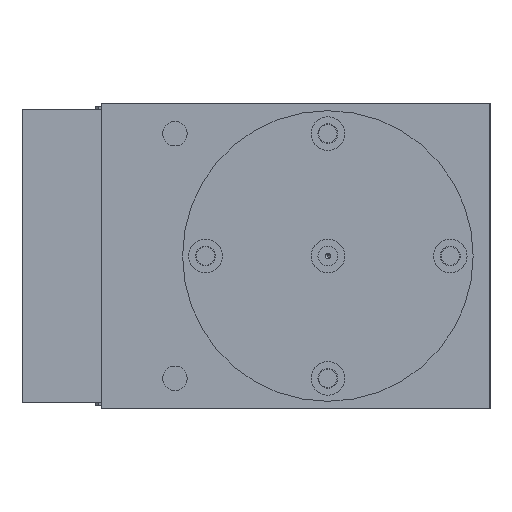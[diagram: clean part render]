
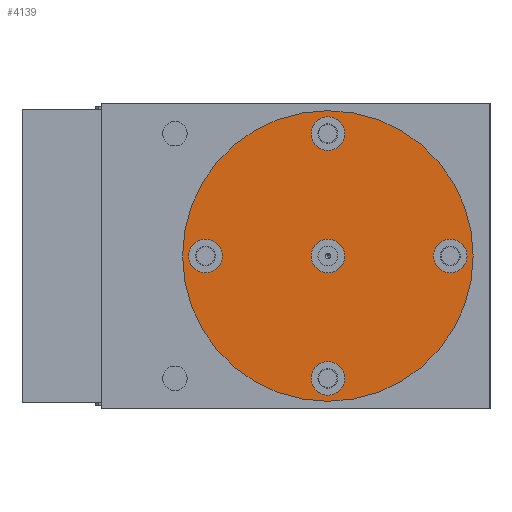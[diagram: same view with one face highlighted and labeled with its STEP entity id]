
A CAD part, left-side view. The second image highlights one B-rep face of the part: STEP entity #4139.
In plain terms, the highlighted face is planar.
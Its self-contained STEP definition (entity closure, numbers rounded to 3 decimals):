
#3930 = VERTEX_POINT ( 'NONE', #12821 ) ;
#3962 = VERTEX_POINT ( 'NONE', #13636 ) ;
#3974 = VERTEX_POINT ( 'NONE', #13617 ) ;
#3980 = EDGE_CURVE ( 'NONE', #3986, #3930, #13610, .T. ) ;
#3986 = VERTEX_POINT ( 'NONE', #13658 ) ;
#4008 = VERTEX_POINT ( 'NONE', #13685 ) ;
#4009 = EDGE_CURVE ( 'NONE', #4034, #4039, #13707, .T. ) ;
#4010 = VERTEX_POINT ( 'NONE', #13682 ) ;
#4022 = VERTEX_POINT ( 'NONE', #13676 ) ;
#4023 = VERTEX_POINT ( 'NONE', #13681 ) ;
#4025 = EDGE_CURVE ( 'NONE', #3962, #3974, #13672, .T. ) ;
#4034 = VERTEX_POINT ( 'NONE', #13966 ) ;
#4039 = VERTEX_POINT ( 'NONE', #13961 ) ;
#4044 = VERTEX_POINT ( 'NONE', #13950 ) ;
#4078 = EDGE_CURVE ( 'NONE', #4022, #4023, #14016, .T. ) ;
#4079 = EDGE_CURVE ( 'NONE', #4010, #4008, #14064, .T. ) ;
#4121 = EDGE_CURVE ( 'NONE', #4044, #4122, #14120, .T. ) ;
#4122 = VERTEX_POINT ( 'NONE', #14113 ) ;
#4124 = EDGE_LOOP ( 'NONE', ( #4199, #4187 ) ) ;
#4125 = ORIENTED_EDGE ( 'NONE', *, *, #4079, .F. ) ;
#4126 = EDGE_CURVE ( 'NONE', #4023, #4022, #14108, .T. ) ;
#4127 = ORIENTED_EDGE ( 'NONE', *, *, #4126, .F. ) ;
#4128 = ORIENTED_EDGE ( 'NONE', *, *, #4078, .F. ) ;
#4129 = EDGE_CURVE ( 'NONE', #4039, #4034, #14162, .T. ) ;
#4133 = ORIENTED_EDGE ( 'NONE', *, *, #4137, .F. ) ;
#4137 = EDGE_CURVE ( 'NONE', #4122, #4044, #14143, .T. ) ;
#4138 = EDGE_LOOP ( 'NONE', ( #4200, #4125 ) ) ;
#4139 = ADVANCED_FACE ( 'NONE', ( #14138, #14161, #14199, #14169, #14151, #14197 ), #14200, .F. ) ;
#4140 = EDGE_CURVE ( 'NONE', #4008, #4010, #14190, .T. ) ;
#4141 = EDGE_LOOP ( 'NONE', ( #4127, #4128 ) ) ;
#4146 = EDGE_LOOP ( 'NONE', ( #4150, #4133 ) ) ;
#4150 = ORIENTED_EDGE ( 'NONE', *, *, #4121, .F. ) ;
#4185 = EDGE_LOOP ( 'NONE', ( #4186, #4192 ) ) ;
#4186 = ORIENTED_EDGE ( 'NONE', *, *, #4188, .F. ) ;
#4187 = ORIENTED_EDGE ( 'NONE', *, *, #4009, .F. ) ;
#4188 = EDGE_CURVE ( 'NONE', #3974, #3962, #14246, .T. ) ;
#4190 = EDGE_LOOP ( 'NONE', ( #4191, #4197 ) ) ;
#4191 = ORIENTED_EDGE ( 'NONE', *, *, #4193, .T. ) ;
#4192 = ORIENTED_EDGE ( 'NONE', *, *, #4025, .F. ) ;
#4193 = EDGE_CURVE ( 'NONE', #3930, #3986, #14273, .T. ) ;
#4197 = ORIENTED_EDGE ( 'NONE', *, *, #3980, .T. ) ;
#4199 = ORIENTED_EDGE ( 'NONE', *, *, #4129, .F. ) ;
#4200 = ORIENTED_EDGE ( 'NONE', *, *, #4140, .F. ) ;
#12817 = DIRECTION ( 'NONE',  ( 0., 0., -1. ) ) ;
#12818 = CARTESIAN_POINT ( 'NONE',  ( 40., 0., -6.5 ) ) ;
#12821 = CARTESIAN_POINT ( 'NONE',  ( 5.5, 0., -6.5 ) ) ;
#12848 = AXIS2_PLACEMENT_3D ( 'NONE', #12818, #12817, #13671 ) ;
#13610 = CIRCLE ( 'NONE', #13623, 5.5 ) ;
#13617 = CARTESIAN_POINT ( 'NONE',  ( 34.5, 0., -6.5 ) ) ;
#13619 = CARTESIAN_POINT ( 'NONE',  ( 0., 0., -6.5 ) ) ;
#13623 = AXIS2_PLACEMENT_3D ( 'NONE', #13619, #13660, #13659 ) ;
#13636 = CARTESIAN_POINT ( 'NONE',  ( 45.5, 0., -6.5 ) ) ;
#13658 = CARTESIAN_POINT ( 'NONE',  ( -5.5, 0., -6.5 ) ) ;
#13659 = DIRECTION ( 'NONE',  ( 1., 0., 0. ) ) ;
#13660 = DIRECTION ( 'NONE',  ( 0., 0., 1. ) ) ;
#13671 = DIRECTION ( 'NONE',  ( -1., 0., 0. ) ) ;
#13672 = CIRCLE ( 'NONE', #12848, 5.5 ) ;
#13676 = CARTESIAN_POINT ( 'NONE',  ( -34.5, 0., -6.5 ) ) ;
#13677 = DIRECTION ( 'NONE',  ( -1., 0., 0. ) ) ;
#13679 = DIRECTION ( 'NONE',  ( 0., 0., -1. ) ) ;
#13680 = CARTESIAN_POINT ( 'NONE',  ( 0., -40., -6.5 ) ) ;
#13681 = CARTESIAN_POINT ( 'NONE',  ( -45.5, 0., -6.5 ) ) ;
#13682 = CARTESIAN_POINT ( 'NONE',  ( 5.5, 40., -6.5 ) ) ;
#13685 = CARTESIAN_POINT ( 'NONE',  ( -5.5, 40., -6.5 ) ) ;
#13696 = AXIS2_PLACEMENT_3D ( 'NONE', #13680, #13679, #13677 ) ;
#13707 = CIRCLE ( 'NONE', #13696, 5.5 ) ;
#13950 = CARTESIAN_POINT ( 'NONE',  ( 47.5, 0., -6.5 ) ) ;
#13961 = CARTESIAN_POINT ( 'NONE',  ( -5.5, -40., -6.5 ) ) ;
#13966 = CARTESIAN_POINT ( 'NONE',  ( 5.5, -40., -6.5 ) ) ;
#14016 = CIRCLE ( 'NONE', #14023, 5.5 ) ;
#14017 = AXIS2_PLACEMENT_3D ( 'NONE', #14059, #14058, #14057 ) ;
#14023 = AXIS2_PLACEMENT_3D ( 'NONE', #14063, #14062, #14061 ) ;
#14057 = DIRECTION ( 'NONE',  ( -1., 0., 0. ) ) ;
#14058 = DIRECTION ( 'NONE',  ( 0., 0., -1. ) ) ;
#14059 = CARTESIAN_POINT ( 'NONE',  ( 0., 40., -6.5 ) ) ;
#14061 = DIRECTION ( 'NONE',  ( -1., 0., 0. ) ) ;
#14062 = DIRECTION ( 'NONE',  ( 0., 0., -1. ) ) ;
#14063 = CARTESIAN_POINT ( 'NONE',  ( -40., 0., -6.5 ) ) ;
#14064 = CIRCLE ( 'NONE', #14017, 5.5 ) ;
#14105 = DIRECTION ( 'NONE',  ( 1., 0., 0. ) ) ;
#14106 = DIRECTION ( 'NONE',  ( 0., 0., 1. ) ) ;
#14107 = AXIS2_PLACEMENT_3D ( 'NONE', #14115, #14106, #14105 ) ;
#14108 = CIRCLE ( 'NONE', #14166, 5.5 ) ;
#14113 = CARTESIAN_POINT ( 'NONE',  ( -47.5, 0., -6.5 ) ) ;
#14115 = CARTESIAN_POINT ( 'NONE',  ( 0., 0., -6.5 ) ) ;
#14120 = CIRCLE ( 'NONE', #14107, 47.5 ) ;
#14136 = DIRECTION ( 'NONE',  ( 0., 0., 1. ) ) ;
#14137 = CARTESIAN_POINT ( 'NONE',  ( 0., 0., -6.5 ) ) ;
#14138 = FACE_OUTER_BOUND ( 'NONE', #4146, .T. ) ;
#14141 = DIRECTION ( 'NONE',  ( 0., 0., 1. ) ) ;
#14143 = CIRCLE ( 'NONE', #14152, 47.5 ) ;
#14144 = CARTESIAN_POINT ( 'NONE',  ( 0., 0., -6.5 ) ) ;
#14150 = AXIS2_PLACEMENT_3D ( 'NONE', #14137, #14136, #14193 ) ;
#14151 = FACE_BOUND ( 'NONE', #4185, .T. ) ;
#14152 = AXIS2_PLACEMENT_3D ( 'NONE', #14144, #14141, #14198 ) ;
#14153 = DIRECTION ( 'NONE',  ( -1., 0., 0. ) ) ;
#14154 = DIRECTION ( 'NONE',  ( 0., 0., -1. ) ) ;
#14155 = CARTESIAN_POINT ( 'NONE',  ( 0., -40., -6.5 ) ) ;
#14159 = DIRECTION ( 'NONE',  ( -1., 0., 0. ) ) ;
#14160 = DIRECTION ( 'NONE',  ( 0., 0., -1. ) ) ;
#14161 = FACE_BOUND ( 'NONE', #4138, .T. ) ;
#14162 = CIRCLE ( 'NONE', #14167, 5.5 ) ;
#14163 = CARTESIAN_POINT ( 'NONE',  ( -40., 0., -6.5 ) ) ;
#14166 = AXIS2_PLACEMENT_3D ( 'NONE', #14163, #14160, #14159 ) ;
#14167 = AXIS2_PLACEMENT_3D ( 'NONE', #14155, #14154, #14153 ) ;
#14169 = FACE_BOUND ( 'NONE', #4124, .T. ) ;
#14186 = DIRECTION ( 'NONE',  ( -1., 0., 0. ) ) ;
#14187 = DIRECTION ( 'NONE',  ( 0., 0., -1. ) ) ;
#14188 = CARTESIAN_POINT ( 'NONE',  ( 0., 40., -6.5 ) ) ;
#14189 = AXIS2_PLACEMENT_3D ( 'NONE', #14188, #14187, #14186 ) ;
#14190 = CIRCLE ( 'NONE', #14189, 5.5 ) ;
#14193 = DIRECTION ( 'NONE',  ( 1., 0., 0. ) ) ;
#14197 = FACE_BOUND ( 'NONE', #4190, .T. ) ;
#14198 = DIRECTION ( 'NONE',  ( 1., 0., 0. ) ) ;
#14199 = FACE_BOUND ( 'NONE', #4141, .T. ) ;
#14200 = PLANE ( 'NONE',  #14150 ) ;
#14231 = AXIS2_PLACEMENT_3D ( 'NONE', #14266, #14327, #14326 ) ;
#14246 = CIRCLE ( 'NONE', #14284, 5.5 ) ;
#14247 = CARTESIAN_POINT ( 'NONE',  ( 40., 0., -6.5 ) ) ;
#14266 = CARTESIAN_POINT ( 'NONE',  ( 0., 0., -6.5 ) ) ;
#14273 = CIRCLE ( 'NONE', #14231, 5.5 ) ;
#14275 = DIRECTION ( 'NONE',  ( -1., 0., 0. ) ) ;
#14276 = DIRECTION ( 'NONE',  ( 0., 0., -1. ) ) ;
#14284 = AXIS2_PLACEMENT_3D ( 'NONE', #14247, #14276, #14275 ) ;
#14326 = DIRECTION ( 'NONE',  ( 1., 0., 0. ) ) ;
#14327 = DIRECTION ( 'NONE',  ( 0., 0., 1. ) ) ;
